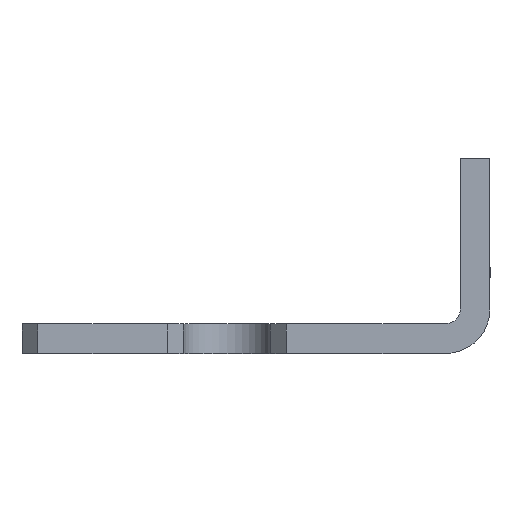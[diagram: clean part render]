
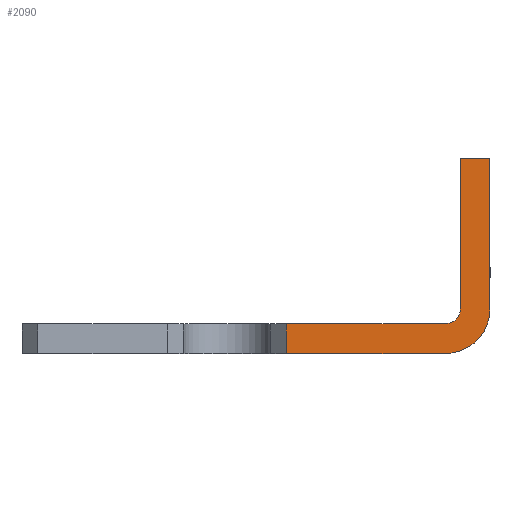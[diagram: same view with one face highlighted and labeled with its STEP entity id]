
A CAD part, left-side view. The second image highlights one B-rep face of the part: STEP entity #2090.
In plain terms, the highlighted planar face has unit normal (-1, 0, 0).
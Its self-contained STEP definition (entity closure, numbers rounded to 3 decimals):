
#21=PLANE('',#2233);
#104=LINE('',#3112,#281);
#105=LINE('',#3115,#282);
#106=LINE('',#3117,#283);
#107=LINE('',#3121,#284);
#108=LINE('',#3123,#285);
#109=LINE('',#3125,#286);
#281=VECTOR('',#2498,1000.);
#282=VECTOR('',#2499,1000.);
#283=VECTOR('',#2500,1000.);
#284=VECTOR('',#2503,1000.);
#285=VECTOR('',#2504,1000.);
#286=VECTOR('',#2505,1000.);
#476=ORIENTED_EDGE('',*,*,#1030,.F.);
#477=ORIENTED_EDGE('',*,*,#1031,.T.);
#478=ORIENTED_EDGE('',*,*,#1032,.T.);
#479=ORIENTED_EDGE('',*,*,#1033,.T.);
#480=ORIENTED_EDGE('',*,*,#1034,.F.);
#481=ORIENTED_EDGE('',*,*,#1035,.T.);
#482=ORIENTED_EDGE('',*,*,#1036,.T.);
#483=ORIENTED_EDGE('',*,*,#1037,.F.);
#1030=EDGE_CURVE('',#1307,#1308,#104,.T.);
#1031=EDGE_CURVE('',#1307,#1309,#105,.T.);
#1032=EDGE_CURVE('',#1309,#1310,#106,.T.);
#1033=EDGE_CURVE('',#1310,#1311,#1491,.T.);
#1034=EDGE_CURVE('',#1312,#1311,#107,.T.);
#1035=EDGE_CURVE('',#1312,#1313,#108,.T.);
#1036=EDGE_CURVE('',#1313,#1314,#109,.T.);
#1037=EDGE_CURVE('',#1308,#1314,#1492,.T.);
#1307=VERTEX_POINT('',#3113);
#1308=VERTEX_POINT('',#3114);
#1309=VERTEX_POINT('',#3116);
#1310=VERTEX_POINT('',#3118);
#1311=VERTEX_POINT('',#3120);
#1312=VERTEX_POINT('',#3122);
#1313=VERTEX_POINT('',#3124);
#1314=VERTEX_POINT('',#3126);
#1491=CIRCLE('',#2234,3.632);
#1492=CIRCLE('',#2235,1.219);
#1582=EDGE_LOOP('',(#476,#477,#478,#479,#480,#481,#482,#483));
#1811=FACE_BOUND('',#1582,.T.);
#2090=ADVANCED_FACE('',(#1811),#21,.F.);
#2233=AXIS2_PLACEMENT_3D('',#3111,#2496,#2497);
#2234=AXIS2_PLACEMENT_3D('',#3119,#2501,#2502);
#2235=AXIS2_PLACEMENT_3D('',#3127,#2506,#2507);
#2496=DIRECTION('',(1.,0.,0.));
#2497=DIRECTION('',(0.,0.,-1.));
#2498=DIRECTION('',(0.,-1.,0.));
#2499=DIRECTION('',(0.,0.,-1.));
#2500=DIRECTION('',(0.,-1.,0.));
#2501=DIRECTION('',(-1.,0.,0.));
#2502=DIRECTION('',(0.,0.,1.));
#2503=DIRECTION('',(0.,0.,-1.));
#2504=DIRECTION('',(0.,1.,0.));
#2505=DIRECTION('',(0.,0.,-1.));
#2506=DIRECTION('',(-1.,0.,0.));
#2507=DIRECTION('',(0.,-1.,0.));
#3111=CARTESIAN_POINT('',(-177.8,19.05,2.413));
#3112=CARTESIAN_POINT('',(-177.8,19.05,2.413));
#3113=CARTESIAN_POINT('',(-177.8,-2.477,2.413));
#3114=CARTESIAN_POINT('',(-177.8,-15.418,2.413));
#3115=CARTESIAN_POINT('',(-177.8,-2.477,2.413));
#3116=CARTESIAN_POINT('',(-177.8,-2.477,0.));
#3117=CARTESIAN_POINT('',(-177.8,19.05,0.));
#3118=CARTESIAN_POINT('',(-177.8,-15.418,0.));
#3119=CARTESIAN_POINT('',(-177.8,-15.418,3.632));
#3120=CARTESIAN_POINT('',(-177.8,-19.05,3.632));
#3121=CARTESIAN_POINT('',(-177.8,-19.05,2.171));
#3122=CARTESIAN_POINT('',(-177.8,-19.05,15.875));
#3123=CARTESIAN_POINT('',(-177.8,-19.05,15.875));
#3124=CARTESIAN_POINT('',(-177.8,-16.637,15.875));
#3125=CARTESIAN_POINT('',(-177.8,-16.637,2.171));
#3126=CARTESIAN_POINT('',(-177.8,-16.637,3.632));
#3127=CARTESIAN_POINT('',(-177.8,-15.418,3.632));
